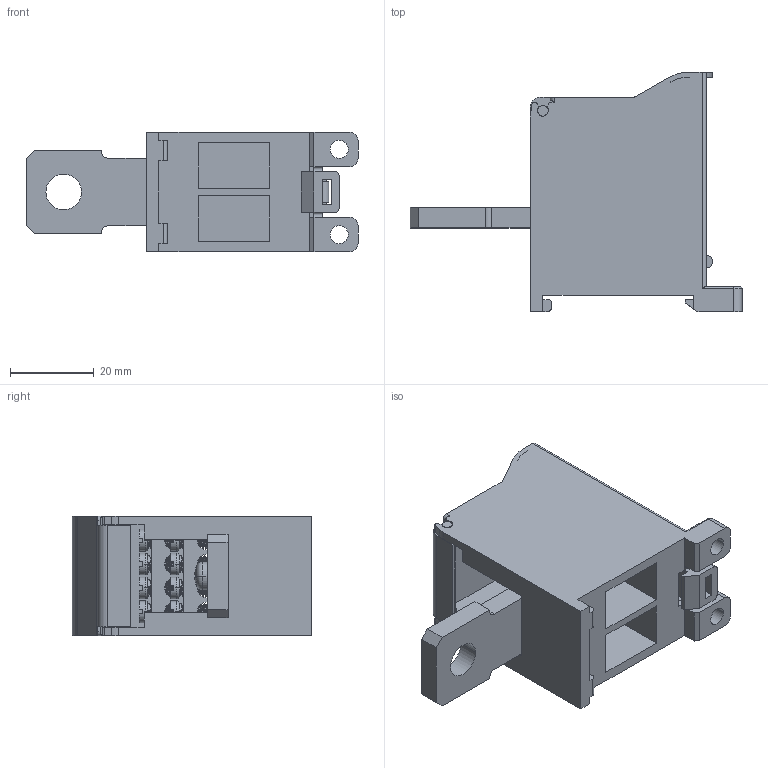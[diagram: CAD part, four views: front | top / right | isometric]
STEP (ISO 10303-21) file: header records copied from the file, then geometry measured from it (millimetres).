
FILE_DESCRIPTION((''),'2;1');
FILE_NAME('8YB754779-5','2023-06-15T',('ASUS'),(''),'PRO/ENGINEER BY PARAMETRIC TECHNOLOGY CORPORATION, 2013230','PRO/ENGINEER BY PARAMETRIC TECHNOLOGY CORPORATION, 2013230','');
FILE_SCHEMA(('CONFIG_CONTROL_DESIGN'));
Products named in the file (1): 8YB754779-5
Bounding box: 79.2 x 57.2 x 28.5 mm (x, y, z)
Volume: 28645.5 mm3; surface area: 27072.7 mm2
Topology: 1 solids, 4 shells, 1027 faces, 3067 edges, 1980 vertices
Faces by surface type: cylinder 403, plane 343, bspline 182, cone 57, torus 24, sphere 18
Entity records: 70021 total; most frequent: CARTESIAN_POINT 44569, ORIENTED_EDGE 6094, DIRECTION 4198, EDGE_CURVE 3047, VERTEX_POINT 1980, AXIS2_PLACEMENT_3D 1445, VECTOR 1308, LINE 1308
